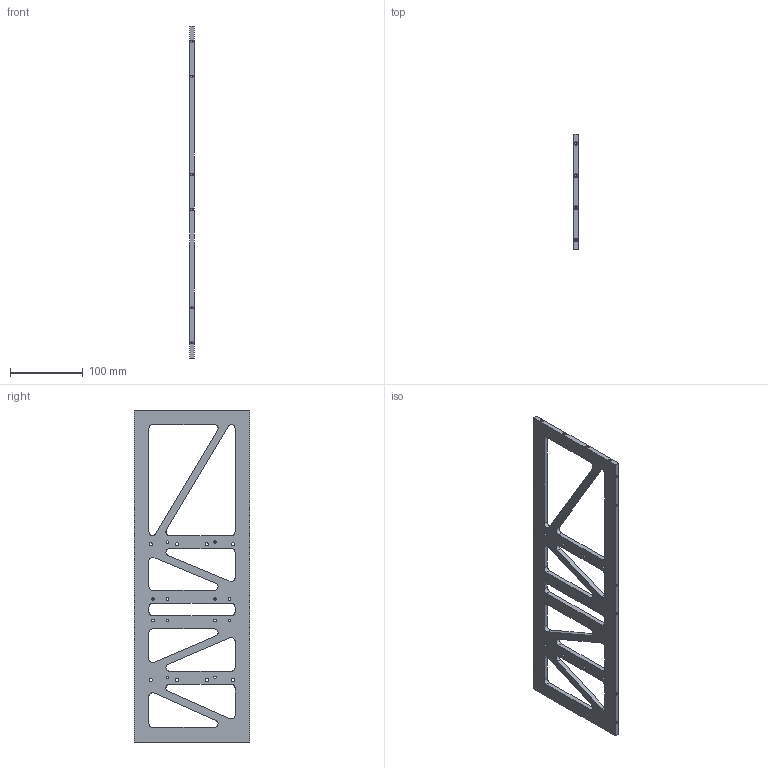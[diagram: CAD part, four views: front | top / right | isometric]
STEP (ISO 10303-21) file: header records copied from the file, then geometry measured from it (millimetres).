
FILE_DESCRIPTION(('STEP AP242'), '1');
FILE_NAME('ÅÐÂË.741128.008_Ñòåíêà êàðêàñà èçì.3[3]', '', ('UNSPECIFIED'), ('UNSPECIFIED'), 'C3D Converter', 'C3D Toolkit', '');
FILE_SCHEMA(('AP242_MANAGED_MODEL_BASED_3D_ENGINEERING_MIM_LF { 1 0 10303 442 1 1 4 }'));
Length unit declared in the file: millimetre
Products named in the file (1): ЕРВЛ.741128.008_Стенка каркаса изм.3[3]
Bounding box: 6 x 158 x 455 mm (x, y, z)
Volume: 222199.9 mm3; surface area: 102045.1 mm2
Topology: 1 solids, 1 shells, 144 faces, 384 edges, 242 vertices
Faces by surface type: cylinder 68, cone 42, plane 34
Full cylindrical faces by diameter (mm): 3.3 x32, 4.5 x8
Entity records: 9450 total; most frequent: CARTESIAN_POINT 5017, DIRECTION 646, ORIENTED_EDGE 564, EDGE_LOOP 284, EDGE_CURVE 282, AXIS2_PLACEMENT_3D 261, VERTEX_POINT 222, COLOUR_RGB 145
